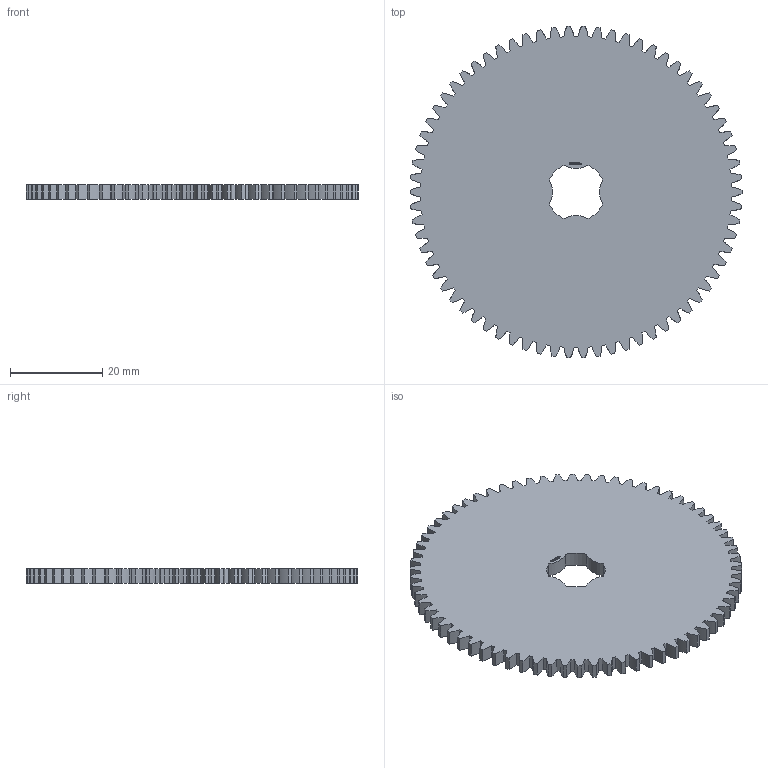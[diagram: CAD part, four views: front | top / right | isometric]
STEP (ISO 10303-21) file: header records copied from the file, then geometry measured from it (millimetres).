
FILE_DESCRIPTION(('FreeCAD Model'),'2;1');
FILE_NAME('Open CASCADE Shape Model','2024-03-10T23:04:10',(''),(''), 'Open CASCADE STEP processor 7.6','FreeCAD','Unknown');
FILE_SCHEMA(('AUTOMOTIVE_DESIGN { 1 0 10303 214 1 1 1 1 }'));
Products named in the file (1): Gear Wheel PLN TTH70 BU00.25 SFT-SHD - SPN-GWH-0257 (stemfie.org)
Bounding box: 72 x 71.96 x 3.12 mm (x, y, z)
Volume: 11633.2 mm3; surface area: 8959.2 mm2
Topology: 1 solids, 1 shells, 739 faces, 2124 edges, 1416 vertices
Faces by surface type: extrusion 410, plane 321, cylinder 8
Entity records: 69938 total; most frequent: CARTESIAN_POINT 25238, DIRECTION 5818, VECTOR 5110, LINE 4700, ORIENTED_EDGE 4248, PCURVE 4248, DEFINITIONAL_REPRESENTATION 4248, EDGE_CURVE 2124
